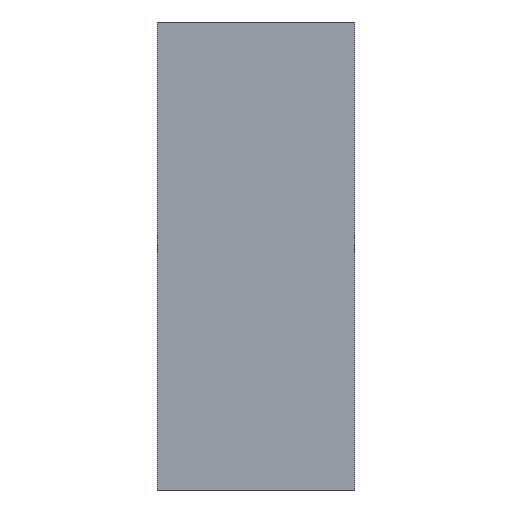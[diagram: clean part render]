
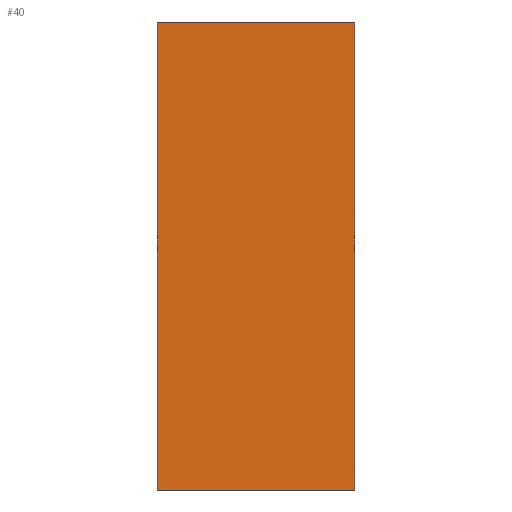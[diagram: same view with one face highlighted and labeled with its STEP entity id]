
A CAD part, left-side view. The second image highlights one B-rep face of the part: STEP entity #40.
In plain terms, the highlighted planar face has unit normal (-1, 0, 0).
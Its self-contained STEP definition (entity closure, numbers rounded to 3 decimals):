
#40 = ADVANCED_FACE( '', ( #84 ), #85, .F. );
#84 = FACE_OUTER_BOUND( '', #133, .T. );
#85 = PLANE( '', #134 );
#133 = EDGE_LOOP( '', ( #191, #192, #193, #194 ) );
#134 = AXIS2_PLACEMENT_3D( '', #195, #196, #197 );
#191 = ORIENTED_EDGE( '', *, *, #250, .T. );
#192 = ORIENTED_EDGE( '', *, *, #254, .F. );
#193 = ORIENTED_EDGE( '', *, *, #260, .F. );
#194 = ORIENTED_EDGE( '', *, *, #256, .T. );
#195 = CARTESIAN_POINT( '', ( -148., 16., 76. ) );
#196 = DIRECTION( '', ( 1., 0., 0. ) );
#197 = DIRECTION( '', ( 0., 0., -1. ) );
#250 = EDGE_CURVE( '', #282, #286, #288, .T. );
#254 = EDGE_CURVE( '', #292, #286, #294, .T. );
#256 = EDGE_CURVE( '', #296, #282, #297, .T. );
#260 = EDGE_CURVE( '', #296, #292, #302, .T. );
#282 = VERTEX_POINT( '', #328 );
#286 = VERTEX_POINT( '', #334 );
#288 = LINE( '', #337, #338 );
#292 = VERTEX_POINT( '', #343 );
#294 = LINE( '', #346, #347 );
#296 = VERTEX_POINT( '', #349 );
#297 = LINE( '', #350, #351 );
#302 = LINE( '', #358, #359 );
#328 = CARTESIAN_POINT( '', ( -148., 16., 0. ) );
#334 = CARTESIAN_POINT( '', ( -148., -16., 0. ) );
#337 = CARTESIAN_POINT( '', ( -148., 16., 0. ) );
#338 = VECTOR( '', #391, 1000. );
#343 = CARTESIAN_POINT( '', ( -148., -16., 76. ) );
#346 = CARTESIAN_POINT( '', ( -148., -16., 76. ) );
#347 = VECTOR( '', #394, 1000. );
#349 = CARTESIAN_POINT( '', ( -148., 16., 76. ) );
#350 = CARTESIAN_POINT( '', ( -148., 16., 76. ) );
#351 = VECTOR( '', #395, 1000. );
#358 = CARTESIAN_POINT( '', ( -148., 16., 76. ) );
#359 = VECTOR( '', #398, 1000. );
#391 = DIRECTION( '', ( 0., -1., 0. ) );
#394 = DIRECTION( '', ( 0., 0., -1. ) );
#395 = DIRECTION( '', ( 0., 0., -1. ) );
#398 = DIRECTION( '', ( 0., -1., 0. ) );
